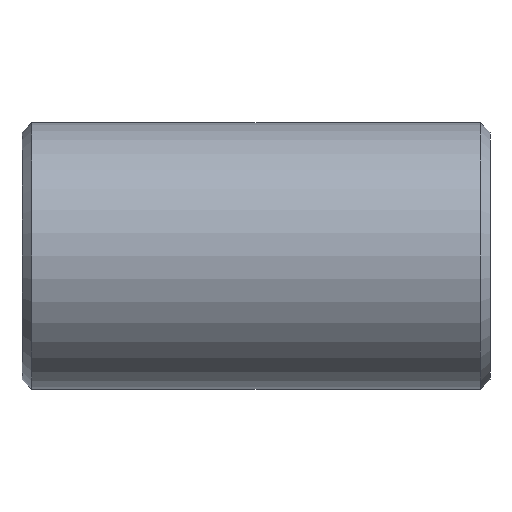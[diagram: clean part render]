
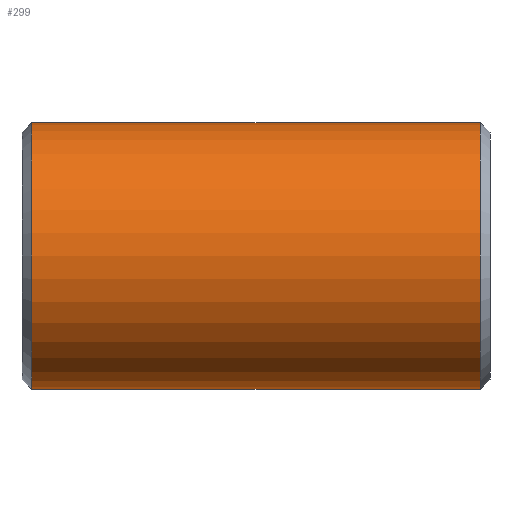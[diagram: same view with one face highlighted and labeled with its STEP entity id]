
A CAD part, front view. The second image highlights one B-rep face of the part: STEP entity #299.
In plain terms, the highlighted cylindrical face has radius 70.65 mm (diameter 141.3 mm), a partial arc.
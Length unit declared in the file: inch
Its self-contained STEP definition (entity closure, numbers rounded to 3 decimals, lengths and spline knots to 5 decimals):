
#2 = CARTESIAN_POINT ( 'NONE',  ( 4.67167, 0., 2.7815 ) ) ;
#33 = VERTEX_POINT ( 'NONE', #612 ) ;
#49 = ORIENTED_EDGE ( 'NONE', *, *, #597, .T. ) ;
#56 = AXIS2_PLACEMENT_3D ( 'NONE', #670, #419, #308 ) ;
#73 = DIRECTION ( 'NONE',  ( 0., 0., -1. ) ) ;
#92 = CARTESIAN_POINT ( 'NONE',  ( 4.88, 0., 2.7815 ) ) ;
#134 = CARTESIAN_POINT ( 'NONE',  ( 4.67167, 0., -2.7815 ) ) ;
#158 = LINE ( 'NONE', #92, #796 ) ;
#208 = LINE ( 'NONE', #449, #747 ) ;
#214 = ORIENTED_EDGE ( 'NONE', *, *, #522, .T. ) ;
#261 = DIRECTION ( 'NONE',  ( -1., 0., 0. ) ) ;
#272 = DIRECTION ( 'NONE',  ( 1., 0., 0. ) ) ;
#289 = AXIS2_PLACEMENT_3D ( 'NONE', #635, #272, #504 ) ;
#299 = ADVANCED_FACE ( 'NONE', ( #616 ), #738, .T. ) ;
#308 = DIRECTION ( 'NONE',  ( 0., 0., 1. ) ) ;
#323 = DIRECTION ( 'NONE',  ( -1., 0., 0. ) ) ;
#337 = ORIENTED_EDGE ( 'NONE', *, *, #745, .F. ) ;
#342 = DIRECTION ( 'NONE',  ( -1., 0., 0. ) ) ;
#390 = CARTESIAN_POINT ( 'NONE',  ( 4.67167, 0., 0. ) ) ;
#409 = VERTEX_POINT ( 'NONE', #753 ) ;
#418 = VERTEX_POINT ( 'NONE', #2 ) ;
#419 = DIRECTION ( 'NONE',  ( -1., 0., 0. ) ) ;
#437 = AXIS2_PLACEMENT_3D ( 'NONE', #390, #323, #73 ) ;
#449 = CARTESIAN_POINT ( 'NONE',  ( 4.88, 0., -2.7815 ) ) ;
#482 = CIRCLE ( 'NONE', #437, 2.7815 ) ;
#504 = DIRECTION ( 'NONE',  ( 0., 0., 1. ) ) ;
#522 = EDGE_CURVE ( 'NONE', #418, #33, #158, .T. ) ;
#587 = ORIENTED_EDGE ( 'NONE', *, *, #729, .T. ) ;
#591 = VERTEX_POINT ( 'NONE', #134 ) ;
#597 = EDGE_CURVE ( 'NONE', #591, #418, #482, .T. ) ;
#612 = CARTESIAN_POINT ( 'NONE',  ( -4.67167, 0., 2.7815 ) ) ;
#616 = FACE_OUTER_BOUND ( 'NONE', #705, .T. ) ;
#635 = CARTESIAN_POINT ( 'NONE',  ( -4.67167, 0., 0. ) ) ;
#637 = CIRCLE ( 'NONE', #289, 2.7815 ) ;
#670 = CARTESIAN_POINT ( 'NONE',  ( 4.88, 0., 0. ) ) ;
#705 = EDGE_LOOP ( 'NONE', ( #337, #49, #214, #587 ) ) ;
#729 = EDGE_CURVE ( 'NONE', #33, #409, #637, .T. ) ;
#738 = CYLINDRICAL_SURFACE ( 'NONE', #56, 2.7815 ) ;
#745 = EDGE_CURVE ( 'NONE', #591, #409, #208, .T. ) ;
#747 = VECTOR ( 'NONE', #261, 39.37008 ) ;
#753 = CARTESIAN_POINT ( 'NONE',  ( -4.67167, 0., -2.7815 ) ) ;
#796 = VECTOR ( 'NONE', #342, 39.37008 ) ;
